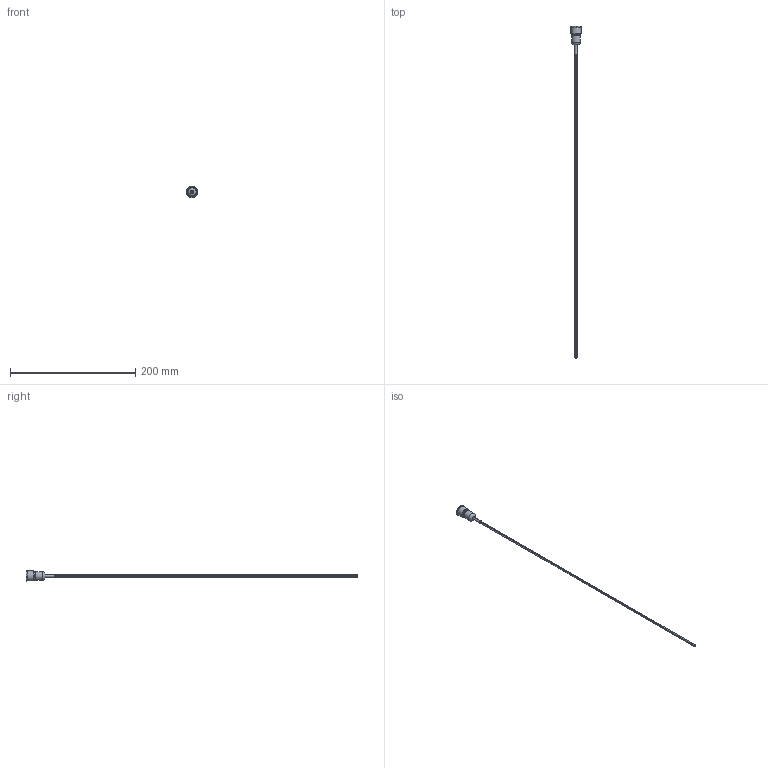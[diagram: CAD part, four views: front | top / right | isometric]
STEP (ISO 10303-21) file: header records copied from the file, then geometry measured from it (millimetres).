
FILE_DESCRIPTION(/* description */ (''),/* implementation_level */ '2;1');
FILE_NAME(/* name */ 'PVA6FEM4Sx1.stp',/* time_stamp */ '2025-05-28T16:28:56-05:00',/* author */ ('mroman'),/* organization */ (''),/* preprocessor_version */ 'ST-DEVELOPER v18.1',/* originating_system */ 'Autodesk Inventor 2022',/* authorisation */ '');
FILE_SCHEMA (('AUTOMOTIVE_DESIGN { 1 0 10303 214 3 1 1 }'));
Length unit declared in the file: centimetre
Products named in the file (1): PVA6FEM4Sx1
Bounding box: 18.5 x 530.32 x 18.5 mm (x, y, z)
Volume: 7666.9 mm3; surface area: 10650.8 mm2
Topology: 1 solids, 11 shells, 267 faces, 600 edges, 361 vertices
Faces by surface type: cylinder 112, plane 101, torus 43, bspline 5, sphere 4, cone 2
Full cylindrical faces by diameter (mm): 0.65 x4, 1.3 x4, 3.6 x1, 4.4 x1, 10.5 x2, 12 x1, 13.5 x1, 14.418 x2, 18.5 x1
Entity records: 7559 total; most frequent: CARTESIAN_POINT 1426, DIRECTION 1386, ORIENTED_EDGE 1184, EDGE_CURVE 592, AXIS2_PLACEMENT_3D 545, VERTEX_POINT 361, LINE 296, VECTOR 296
